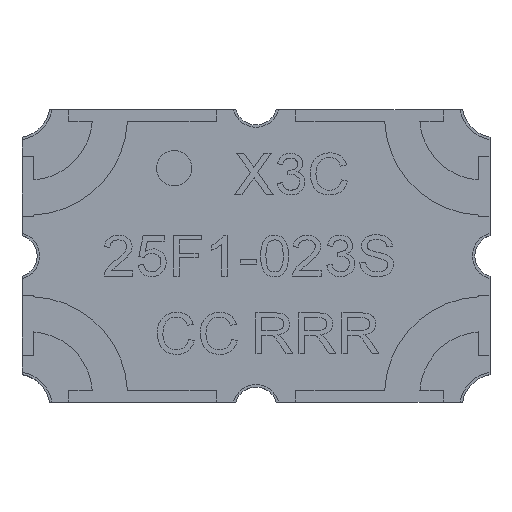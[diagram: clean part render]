
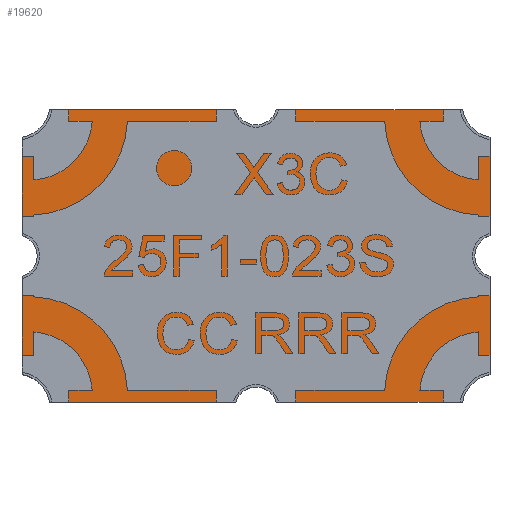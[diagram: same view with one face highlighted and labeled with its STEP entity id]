
A CAD part, top view. The second image highlights one B-rep face of the part: STEP entity #19620.
In plain terms, the highlighted planar face has unit normal (0, 0, 1).
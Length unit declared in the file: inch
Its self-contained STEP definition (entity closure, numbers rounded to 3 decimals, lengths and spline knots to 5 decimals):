
#135 = LINE ( 'NONE', #458, #11579 ) ;
#458 = CARTESIAN_POINT ( 'NONE',  ( 0., -0.0625, 0.037 ) ) ;
#680 = DIRECTION ( 'NONE',  ( 0., -1., 0. ) ) ;
#974 = EDGE_CURVE ( 'NONE', #18285, #14190, #15202, .T. ) ;
#1138 = ORIENTED_EDGE ( 'NONE', *, *, #3524, .T. ) ;
#1168 = CARTESIAN_POINT ( 'NONE',  ( -0.10248, 0.065, 0.037 ) ) ;
#1198 = EDGE_CURVE ( 'NONE', #13598, #10423, #3464, .T. ) ;
#1782 = EDGE_CURVE ( 'NONE', #10802, #13050, #19234, .T. ) ;
#1784 = VERTEX_POINT ( 'NONE', #17637 ) ;
#1831 = CARTESIAN_POINT ( 'NONE',  ( 0.10252, -0.065, 0.037 ) ) ;
#1895 = EDGE_CURVE ( 'NONE', #11022, #16031, #6995, .T. ) ;
#2029 = VECTOR ( 'NONE', #8065, 39.37008 ) ;
#2056 = DIRECTION ( 'NONE',  ( 0., 0., -1. ) ) ;
#2190 = CIRCLE ( 'NONE', #17159, 0.0155 ) ;
#2356 = VECTOR ( 'NONE', #16884, 39.37008 ) ;
#2403 = VECTOR ( 'NONE', #19747, 39.37008 ) ;
#2467 = DIRECTION ( 'NONE',  ( 0., 0., -1. ) ) ;
#2768 = PLANE ( 'NONE',  #18540 ) ;
#2783 = VERTEX_POINT ( 'NONE', #12965 ) ;
#2866 = DIRECTION ( 'NONE',  ( 0., 0., 1. ) ) ;
#3025 = VECTOR ( 'NONE', #16453, 39.37008 ) ;
#3045 = CARTESIAN_POINT ( 'NONE',  ( -0.1, -0.0497, 0.037 ) ) ;
#3098 = DIRECTION ( 'NONE',  ( 0., -1., 0. ) ) ;
#3218 = DIRECTION ( 'NONE',  ( 1., 0., 0. ) ) ;
#3448 = DIRECTION ( 'NONE',  ( 1., 0., 0. ) ) ;
#3464 = LINE ( 'NONE', #4733, #3025 ) ;
#3524 = EDGE_CURVE ( 'NONE', #2783, #3643, #4072, .T. ) ;
#3643 = VERTEX_POINT ( 'NONE', #8308 ) ;
#3957 = AXIS2_PLACEMENT_3D ( 'NONE', #20311, #19033, #14040 ) ;
#3959 = DIRECTION ( 'NONE',  ( 0., 0., -1. ) ) ;
#4007 = DIRECTION ( 'NONE',  ( -1., 0., 0. ) ) ;
#4072 = CIRCLE ( 'NONE', #11568, 0.01 ) ;
#4143 = EDGE_CURVE ( 'NONE', #1784, #11022, #18728, .T. ) ;
#4152 = VECTOR ( 'NONE', #3098, 39.37008 ) ;
#4292 = CARTESIAN_POINT ( 'NONE',  ( -0.1, 0., 0.037 ) ) ;
#4364 = DIRECTION ( 'NONE',  ( 0., 0., -1. ) ) ;
#4453 = EDGE_CURVE ( 'NONE', #14190, #14574, #12593, .T. ) ;
#4733 = CARTESIAN_POINT ( 'NONE',  ( 0.1, 0., 0.037 ) ) ;
#4848 = EDGE_CURVE ( 'NONE', #3643, #18876, #5264, .T. ) ;
#5026 = DIRECTION ( 'NONE',  ( 0., 0., -1. ) ) ;
#5261 = AXIS2_PLACEMENT_3D ( 'NONE', #19833, #2056, #15052 ) ;
#5264 = LINE ( 'NONE', #18362, #2403 ) ;
#5660 = AXIS2_PLACEMENT_3D ( 'NONE', #17128, #13846, #20228 ) ;
#6010 = CIRCLE ( 'NONE', #5660, 0.01 ) ;
#6303 = CARTESIAN_POINT ( 'NONE',  ( -0.1, 0., 0.037 ) ) ;
#6375 = ORIENTED_EDGE ( 'NONE', *, *, #19046, .T. ) ;
#6416 = ORIENTED_EDGE ( 'NONE', *, *, #9810, .T. ) ;
#6547 = VERTEX_POINT ( 'NONE', #17628 ) ;
#6549 = VERTEX_POINT ( 'NONE', #3045 ) ;
#6843 = DIRECTION ( 'NONE',  ( 1., 0., 0. ) ) ;
#6995 = LINE ( 'NONE', #10394, #2356 ) ;
#7098 = EDGE_CURVE ( 'NONE', #10169, #6549, #10988, .T. ) ;
#7280 = LINE ( 'NONE', #4292, #13085 ) ;
#7716 = CARTESIAN_POINT ( 'NONE',  ( -0.00967, 0.0625, 0.037 ) ) ;
#7758 = AXIS2_PLACEMENT_3D ( 'NONE', #1831, #19615, #6843 ) ;
#7762 = CARTESIAN_POINT ( 'NONE',  ( -0.1, 0.0497, 0.037 ) ) ;
#7766 = FACE_OUTER_BOUND ( 'NONE', #15242, .T. ) ;
#7813 = CARTESIAN_POINT ( 'NONE',  ( 0.10252, 0., 0.037 ) ) ;
#7816 = EDGE_CURVE ( 'NONE', #16031, #13598, #15923, .T. ) ;
#7831 = AXIS2_PLACEMENT_3D ( 'NONE', #13125, #5026, #3218 ) ;
#8065 = DIRECTION ( 'NONE',  ( -1., 0., 0. ) ) ;
#8308 = CARTESIAN_POINT ( 'NONE',  ( 0.1, 0.00968, 0.037 ) ) ;
#8473 = ORIENTED_EDGE ( 'NONE', *, *, #17044, .T. ) ;
#8532 = CARTESIAN_POINT ( 'NONE',  ( -0.1, 0.00968, 0.037 ) ) ;
#8780 = VERTEX_POINT ( 'NONE', #8532 ) ;
#8913 = ORIENTED_EDGE ( 'NONE', *, *, #4143, .T. ) ;
#9120 = ORIENTED_EDGE ( 'NONE', *, *, #4848, .T. ) ;
#9685 = CIRCLE ( 'NONE', #5261, 0.01 ) ;
#9784 = EDGE_CURVE ( 'NONE', #13050, #18285, #9685, .T. ) ;
#9810 = EDGE_CURVE ( 'NONE', #18876, #10802, #2190, .T. ) ;
#10169 = VERTEX_POINT ( 'NONE', #12027 ) ;
#10238 = AXIS2_PLACEMENT_3D ( 'NONE', #1168, #3959, #12681 ) ;
#10257 = EDGE_CURVE ( 'NONE', #14574, #8780, #7280, .T. ) ;
#10394 = CARTESIAN_POINT ( 'NONE',  ( 0., -0.0625, 0.037 ) ) ;
#10420 = CIRCLE ( 'NONE', #3957, 0.0155 ) ;
#10423 = VERTEX_POINT ( 'NONE', #11984 ) ;
#10669 = DIRECTION ( 'NONE',  ( 1., 0., 0. ) ) ;
#10802 = VERTEX_POINT ( 'NONE', #14309 ) ;
#10933 = ORIENTED_EDGE ( 'NONE', *, *, #7098, .T. ) ;
#10988 = LINE ( 'NONE', #6303, #4152 ) ;
#11022 = VERTEX_POINT ( 'NONE', #12664 ) ;
#11071 = CARTESIAN_POINT ( 'NONE',  ( 0.1, 0.04971, 0.037 ) ) ;
#11263 = CARTESIAN_POINT ( 'NONE',  ( 0., 0.0625, 0.037 ) ) ;
#11568 = AXIS2_PLACEMENT_3D ( 'NONE', #18963, #4364, #18851 ) ;
#11579 = VECTOR ( 'NONE', #3448, 39.37008 ) ;
#11815 = AXIS2_PLACEMENT_3D ( 'NONE', #7813, #14321, #20593 ) ;
#11984 = CARTESIAN_POINT ( 'NONE',  ( 0.1, -0.00968, 0.037 ) ) ;
#12027 = CARTESIAN_POINT ( 'NONE',  ( -0.1, -0.00969, 0.037 ) ) ;
#12137 = ORIENTED_EDGE ( 'NONE', *, *, #9784, .T. ) ;
#12526 = ORIENTED_EDGE ( 'NONE', *, *, #1895, .T. ) ;
#12593 = CIRCLE ( 'NONE', #10238, 0.0155 ) ;
#12664 = CARTESIAN_POINT ( 'NONE',  ( 0.0097, -0.0625, 0.037 ) ) ;
#12681 = DIRECTION ( 'NONE',  ( 1., 0., 0. ) ) ;
#12739 = CARTESIAN_POINT ( 'NONE',  ( -0.08719, 0.0625, 0.037 ) ) ;
#12965 = CARTESIAN_POINT ( 'NONE',  ( 0.09252, 0., 0.037 ) ) ;
#12990 = ORIENTED_EDGE ( 'NONE', *, *, #10257, .T. ) ;
#13050 = VERTEX_POINT ( 'NONE', #13533 ) ;
#13085 = VECTOR ( 'NONE', #680, 39.37008 ) ;
#13125 = CARTESIAN_POINT ( 'NONE',  ( 0.00002, -0.065, 0.037 ) ) ;
#13533 = CARTESIAN_POINT ( 'NONE',  ( 0.0097, 0.0625, 0.037 ) ) ;
#13598 = VERTEX_POINT ( 'NONE', #18859 ) ;
#13846 = DIRECTION ( 'NONE',  ( 0., 0., -1. ) ) ;
#14040 = DIRECTION ( 'NONE',  ( 1., 0., 0. ) ) ;
#14190 = VERTEX_POINT ( 'NONE', #12739 ) ;
#14276 = ORIENTED_EDGE ( 'NONE', *, *, #4453, .T. ) ;
#14309 = CARTESIAN_POINT ( 'NONE',  ( 0.08725, 0.0625, 0.037 ) ) ;
#14321 = DIRECTION ( 'NONE',  ( 0., 0., -1. ) ) ;
#14348 = CARTESIAN_POINT ( 'NONE',  ( 0.08722, -0.0625, 0.037 ) ) ;
#14485 = DIRECTION ( 'NONE',  ( 1., 0., 0. ) ) ;
#14523 = CIRCLE ( 'NONE', #11815, 0.01 ) ;
#14531 = EDGE_CURVE ( 'NONE', #8780, #10169, #6010, .T. ) ;
#14574 = VERTEX_POINT ( 'NONE', #7762 ) ;
#15052 = DIRECTION ( 'NONE',  ( 1., 0., 0. ) ) ;
#15054 = EDGE_CURVE ( 'NONE', #10423, #2783, #14523, .T. ) ;
#15120 = ORIENTED_EDGE ( 'NONE', *, *, #7816, .T. ) ;
#15202 = LINE ( 'NONE', #19986, #19348 ) ;
#15242 = EDGE_LOOP ( 'NONE', ( #12990, #20885, #10933, #8473, #6375, #8913, #12526, #15120, #18644, #17120, #1138, #9120, #6416, #20358, #12137, #20424, #14276 ) ) ;
#15923 = CIRCLE ( 'NONE', #7758, 0.0155 ) ;
#16031 = VERTEX_POINT ( 'NONE', #14348 ) ;
#16453 = DIRECTION ( 'NONE',  ( 0., 1., 0. ) ) ;
#16884 = DIRECTION ( 'NONE',  ( 1., 0., 0. ) ) ;
#17044 = EDGE_CURVE ( 'NONE', #6549, #6547, #10420, .T. ) ;
#17055 = CARTESIAN_POINT ( 'NONE',  ( 0.10255, 0.065, 0.037 ) ) ;
#17120 = ORIENTED_EDGE ( 'NONE', *, *, #15054, .T. ) ;
#17128 = CARTESIAN_POINT ( 'NONE',  ( -0.10248, 0., 0.037 ) ) ;
#17159 = AXIS2_PLACEMENT_3D ( 'NONE', #17055, #2467, #10669 ) ;
#17559 = CARTESIAN_POINT ( 'NONE',  ( 0., 0., 0.037 ) ) ;
#17628 = CARTESIAN_POINT ( 'NONE',  ( -0.08719, -0.0625, 0.037 ) ) ;
#17637 = CARTESIAN_POINT ( 'NONE',  ( -0.00967, -0.0625, 0.037 ) ) ;
#18285 = VERTEX_POINT ( 'NONE', #7716 ) ;
#18362 = CARTESIAN_POINT ( 'NONE',  ( 0.1, 0., 0.037 ) ) ;
#18540 = AXIS2_PLACEMENT_3D ( 'NONE', #17559, #2866, #14485 ) ;
#18644 = ORIENTED_EDGE ( 'NONE', *, *, #1198, .T. ) ;
#18728 = CIRCLE ( 'NONE', #7831, 0.01 ) ;
#18851 = DIRECTION ( 'NONE',  ( 1., 0., 0. ) ) ;
#18859 = CARTESIAN_POINT ( 'NONE',  ( 0.1, -0.04971, 0.037 ) ) ;
#18876 = VERTEX_POINT ( 'NONE', #11071 ) ;
#18963 = CARTESIAN_POINT ( 'NONE',  ( 0.10252, 0., 0.037 ) ) ;
#19033 = DIRECTION ( 'NONE',  ( 0., 0., -1. ) ) ;
#19046 = EDGE_CURVE ( 'NONE', #6547, #1784, #135, .T. ) ;
#19234 = LINE ( 'NONE', #11263, #2029 ) ;
#19348 = VECTOR ( 'NONE', #4007, 39.37008 ) ;
#19615 = DIRECTION ( 'NONE',  ( 0., 0., -1. ) ) ;
#19620 = ADVANCED_FACE ( 'NONE', ( #7766 ), #2768, .T. ) ;
#19747 = DIRECTION ( 'NONE',  ( 0., 1., 0. ) ) ;
#19833 = CARTESIAN_POINT ( 'NONE',  ( 0.00002, 0.065, 0.037 ) ) ;
#19986 = CARTESIAN_POINT ( 'NONE',  ( 0., 0.0625, 0.037 ) ) ;
#20228 = DIRECTION ( 'NONE',  ( 1., 0., 0. ) ) ;
#20311 = CARTESIAN_POINT ( 'NONE',  ( -0.10248, -0.065, 0.037 ) ) ;
#20358 = ORIENTED_EDGE ( 'NONE', *, *, #1782, .T. ) ;
#20424 = ORIENTED_EDGE ( 'NONE', *, *, #974, .T. ) ;
#20593 = DIRECTION ( 'NONE',  ( 1., 0., 0. ) ) ;
#20885 = ORIENTED_EDGE ( 'NONE', *, *, #14531, .T. ) ;
